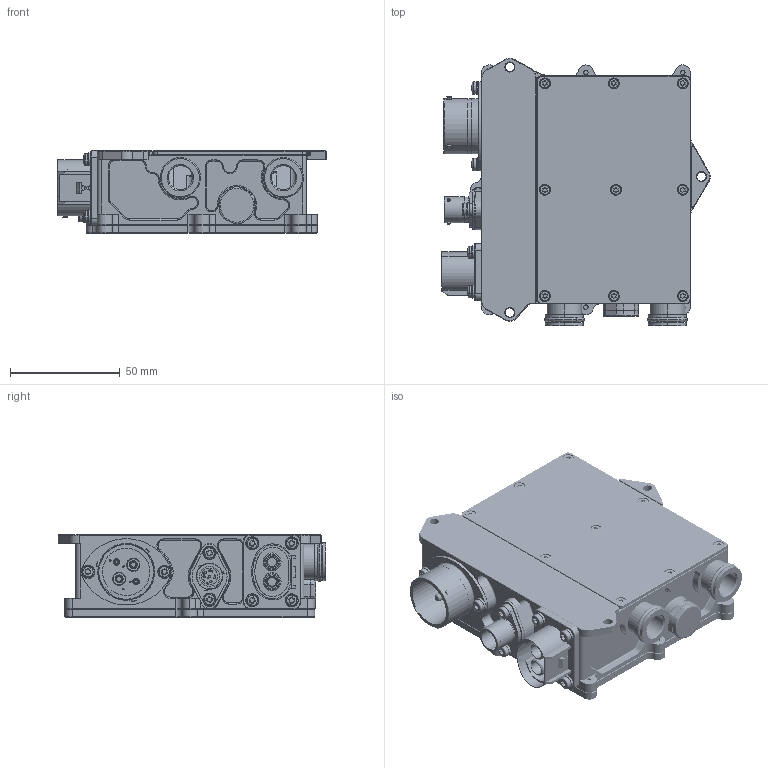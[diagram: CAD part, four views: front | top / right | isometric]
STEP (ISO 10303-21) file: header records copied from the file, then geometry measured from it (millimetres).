
FILE_DESCRIPTION (( 'STEP AP214' ), '1' );
FILE_NAME ('ENS_074_SPS_Standard_10042020.STEP', '2020-04-10T14:51:04', ( 'simulation' ), ( 'Microsoft' ), 'SwSTEP 2.0', 'SolidWorks 2019', '' );
FILE_SCHEMA (( 'AUTOMOTIVE_DESIGN' ));
Length unit declared in the file: millimetre
Products named in the file (18): joint_--.------.---.PS63514A10.--.8TA0-08-35SN--------.----0000CAT; GORE_Events vissables; MAF_468_Contact SOURIAU AWG12_xx_MAF_468_00; MAF_456_Capot DCDCMPS_xx_MAF_456_00; vis Torx TCBL_INOX_M3x8; Vis Torx téte fraisée_M2,5x6; Rondelle s�rie Z-M-L-LL_Inox_�3 s�rie Z Inox A4; SOURIAU_8STA0-1622PN251; MAF_469_Contact SOURIAU AWG8_xx_MAF_469_00; vis Torx TCBL_INOX_M2,5x6; Joint torique_FCO_08V; SOURIAU_PS63514A10.--.8TA0-08-35SN--------.----0000CAT; vis Torx TCBL_INOX_M3x6; Souriau signal contact#12_8599-0705MJ_Modifi‚; MAF_455_Boitier DCDCSPS_xx_MAF_455_00; AMPHENOL_PL082_pour DCDC12L_Cl‚ X_2,5mmý; MAF_457_Capot boite eau DCDCSPS_xx_MAF_457_00; ENS_074_SPS_Standard_10042020
Assembly tree (47 placements, depth 2):
  ENS_074_SPS_Standard_10042020
    MAF_455_Boitier DCDCSPS_xx_MAF_455_00
    MAF_456_Capot DCDCMPS_xx_MAF_456_00
    vis Torx TCBL_INOX_M2,5x6  x8
    MAF_457_Capot boite eau DCDCSPS_xx_MAF_457_00
    Vis Torx téte fraisée_M2,5x6  x9
    SOURIAU_PS63514A10.--.8TA0-08-35SN--------.----0000CAT
    joint_--.------.---.PS63514A10.--.8TA0-08-35SN--------.----0000CAT
    Rondelle s�rie Z-M-L-LL_Inox_�3 s�rie Z Inox A4  x8
    vis Torx TCBL_INOX_M3x6  x4
    GORE_Events vissables
    SOURIAU_8STA0-1622PN251
    Souriau signal contact#12_8599-0705MJ_Modifi‚
    MAF_468_Contact SOURIAU AWG12_xx_MAF_468_00
    MAF_469_Contact SOURIAU AWG8_xx_MAF_469_00  x2
    AMPHENOL_PL082_pour DCDC12L_Cl‚ X_2,5mmý
    vis Torx TCBL_INOX_M3x8  x4
    Joint torique_FCO_08V  x2
Bounding box: 122.4 x 122 x 37.8 mm (x, y, z)
Volume: 117049.6 mm3; surface area: 127314 mm2
Topology: 54 solids, 54 shells, 4461 faces, 11143 edges, 7010 vertices
Faces by surface type: cylinder 1605, plane 1401, torus 595, bspline 506, cone 312, sphere 42
Entity records: 127108 total; most frequent: CARTESIAN_POINT 36035, ORIENTED_EDGE 17654, DIRECTION 17310, EDGE_CURVE 8827, AXIS2_PLACEMENT_3D 6590, VERTEX_POINT 5537, VECTOR 4130, LINE 4130
